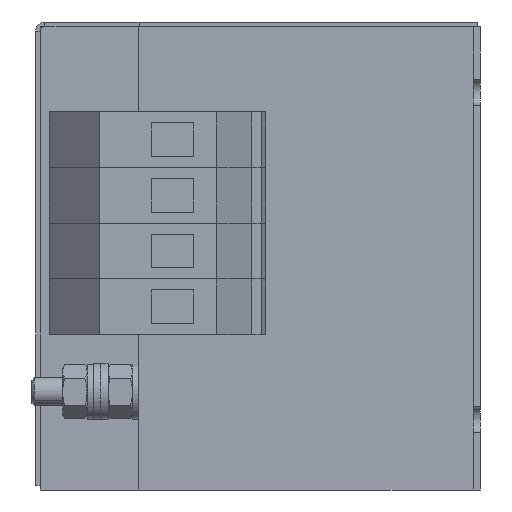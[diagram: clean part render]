
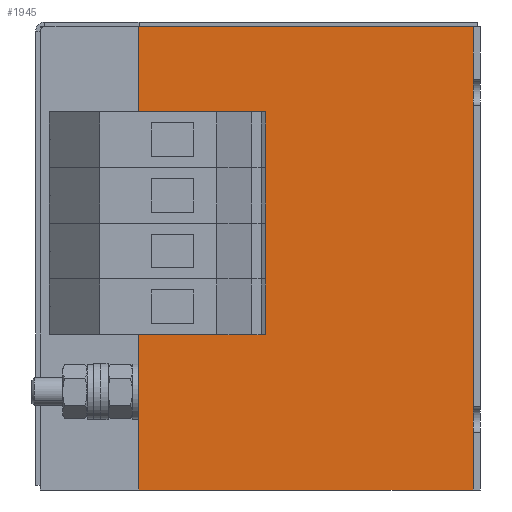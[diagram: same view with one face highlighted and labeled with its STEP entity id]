
A CAD part, left-side view. The second image highlights one B-rep face of the part: STEP entity #1945.
In plain terms, the highlighted planar face has unit normal (-1, 0, 0).
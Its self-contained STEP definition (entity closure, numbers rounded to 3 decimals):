
#28 = AXIS2_PLACEMENT_3D ( 'NONE', #3008, #3708, #930 ) ;
#53 = EDGE_CURVE ( 'Defeature ausgef�hrt2_16+Defeature ausgef�hrt2_66+Defeature ausgef�hrt2_58+Defeature ausgef�hrt2_73', #8617, #8476, #1336, .T. ) ;
#192 = LINE ( 'NONE', #3302, #9143 ) ;
#466 = DIRECTION ( 'NONE',  ( 0., 0., -1. ) ) ;
#487 = CARTESIAN_POINT ( 'NONE',  ( -110., 0., 30.05 ) ) ;
#617 = DIRECTION ( 'NONE',  ( 0., -1., 0. ) ) ;
#704 = ORIENTED_EDGE ( 'NONE', *, *, #1805, .F. ) ;
#825 = EDGE_CURVE ( 'Defeature ausgef�hrt2_56+Defeature ausgef�hrt2_16+Defeature ausgef�hrt2_1+Defeature ausgef�hrt2_50', #3926, #3613, #7473, .T. ) ;
#859 = CARTESIAN_POINT ( 'NONE',  ( -110., 71.5, -50.75 ) ) ;
#930 = DIRECTION ( 'NONE',  ( 0., 0., 1. ) ) ;
#954 = LINE ( 'NONE', #1750, #8016 ) ;
#1195 = DIRECTION ( 'NONE',  ( 0., -1., 0. ) ) ;
#1336 = LINE ( 'NONE', #2450, #6075 ) ;
#1349 = ORIENTED_EDGE ( 'NONE', *, *, #2119, .T. ) ;
#1676 = EDGE_LOOP ( 'NONE', ( #6898, #2129, #1955, #2874, #7055, #704, #4755, #6293, #6333, #1349, #6109 ) ) ;
#1704 = VECTOR ( 'NONE', #7896, 1000. ) ;
#1750 = CARTESIAN_POINT ( 'NONE',  ( -110., 71.5, -50.75 ) ) ;
#1766 = CARTESIAN_POINT ( 'NONE',  ( -110., 44.3, 6.25 ) ) ;
#1805 = EDGE_CURVE ( 'Defeature ausgef�hrt2_2+Defeature ausgef�hrt2_16+Defeature ausgef�hrt2_64+Defeature ausgef�hrt2_6', #6290, #8967, #7237, .T. ) ;
#1945 = ADVANCED_FACE ( 'Defeature ausgef�hrt2_16', ( #3055 ), #7929, .T. ) ;
#1955 = ORIENTED_EDGE ( 'NONE', *, *, #3520, .T. ) ;
#2109 = CARTESIAN_POINT ( 'NONE',  ( -110., 0., -17.55 ) ) ;
#2119 = EDGE_CURVE ( 'Defeature ausgef�hrt2_16+Defeature ausgef�hrt2_73+Defeature ausgef�hrt2_66+Defeature ausgef�hrt2_50', #8476, #8467, #7454, .T. ) ;
#2129 = ORIENTED_EDGE ( 'NONE', *, *, #6889, .F. ) ;
#2449 = CARTESIAN_POINT ( 'NONE',  ( -110., 71.5, -17.55 ) ) ;
#2450 = CARTESIAN_POINT ( 'NONE',  ( -110., 44.3, -50.75 ) ) ;
#2555 = LINE ( 'NONE', #3325, #7645 ) ;
#2660 = EDGE_CURVE ( 'Defeature ausgef�hrt2_16+Defeature ausgef�hrt2_50+Defeature ausgef�hrt2_73+Defeature ausgef�hrt2_56', #8467, #3613, #5895, .T. ) ;
#2818 = CARTESIAN_POINT ( 'NONE',  ( -110., 44.3, -17.55 ) ) ;
#2874 = ORIENTED_EDGE ( 'NONE', *, *, #7247, .T. ) ;
#3008 = CARTESIAN_POINT ( 'NONE',  ( -110., 0., -50.75 ) ) ;
#3055 = FACE_OUTER_BOUND ( 'NONE', #1676, .T. ) ;
#3302 = CARTESIAN_POINT ( 'NONE',  ( -110., 0., 48.25 ) ) ;
#3325 = CARTESIAN_POINT ( 'NONE',  ( -110., 0., -50.75 ) ) ;
#3509 = LINE ( 'NONE', #3544, #4620 ) ;
#3520 = EDGE_CURVE ( 'Defeature ausgef�hrt2_16+Defeature ausgef�hrt2_21+Defeature ausgef�hrt2_1+Defeature ausgef�hrt2_15', #3748, #3874, #2555, .T. ) ;
#3544 = CARTESIAN_POINT ( 'NONE',  ( -110., 0., -50.75 ) ) ;
#3613 = VERTEX_POINT ( 'NONE', #2818 ) ;
#3708 = DIRECTION ( 'NONE',  ( -1., 0., 0. ) ) ;
#3730 = DIRECTION ( 'NONE',  ( 0., 0., 1. ) ) ;
#3748 = VERTEX_POINT ( 'NONE', #859 ) ;
#3858 = DIRECTION ( 'NONE',  ( 0., 0., -1. ) ) ;
#3874 = VERTEX_POINT ( 'NONE', #8859 ) ;
#3878 = CARTESIAN_POINT ( 'NONE',  ( -110., 44.3, 30.05 ) ) ;
#3926 = VERTEX_POINT ( 'NONE', #2449 ) ;
#4082 = CARTESIAN_POINT ( 'NONE',  ( -110., 44.3, 18.15 ) ) ;
#4434 = VERTEX_POINT ( 'NONE', #3878 ) ;
#4517 = CARTESIAN_POINT ( 'NONE',  ( -110., 71.5, 30.05 ) ) ;
#4538 = VERTEX_POINT ( 'NONE', #6184 ) ;
#4620 = VECTOR ( 'NONE', #5656, 1000. ) ;
#4755 = ORIENTED_EDGE ( 'NONE', *, *, #9167, .T. ) ;
#5337 = VECTOR ( 'NONE', #617, 1000. ) ;
#5365 = VECTOR ( 'NONE', #466, 1000. ) ;
#5656 = DIRECTION ( 'NONE',  ( 0., 0., 1. ) ) ;
#5895 = LINE ( 'NONE', #8647, #7328 ) ;
#6075 = VECTOR ( 'NONE', #3858, 1000. ) ;
#6090 = DIRECTION ( 'NONE',  ( 0., -1., 0. ) ) ;
#6109 = ORIENTED_EDGE ( 'NONE', *, *, #2660, .T. ) ;
#6184 = CARTESIAN_POINT ( 'NONE',  ( -110., 0., 48.25 ) ) ;
#6231 = VECTOR ( 'NONE', #6299, 1000. ) ;
#6290 = VERTEX_POINT ( 'NONE', #4517 ) ;
#6293 = ORIENTED_EDGE ( 'NONE', *, *, #8758, .T. ) ;
#6299 = DIRECTION ( 'NONE',  ( 0., 0., -1. ) ) ;
#6333 = ORIENTED_EDGE ( 'NONE', *, *, #53, .T. ) ;
#6504 = DIRECTION ( 'NONE',  ( 0., 0., -1. ) ) ;
#6542 = LINE ( 'NONE', #487, #5337 ) ;
#6889 = EDGE_CURVE ( 'Defeature ausgef�hrt2_1+Defeature ausgef�hrt2_16+Defeature ausgef�hrt2_21+Defeature ausgef�hrt2_56', #3748, #3926, #954, .T. ) ;
#6894 = LINE ( 'NONE', #8454, #6231 ) ;
#6898 = ORIENTED_EDGE ( 'NONE', *, *, #825, .F. ) ;
#6930 = VECTOR ( 'NONE', #9098, 1000. ) ;
#6980 = EDGE_CURVE ( 'Defeature ausgef�hrt2_6+Defeature ausgef�hrt2_16+Defeature ausgef�hrt2_2+Defeature ausgef�hrt2_15', #8967, #4538, #192, .T. ) ;
#7055 = ORIENTED_EDGE ( 'NONE', *, *, #6980, .F. ) ;
#7237 = LINE ( 'NONE', #8626, #1704 ) ;
#7247 = EDGE_CURVE ( 'Defeature ausgef�hrt2_16+Defeature ausgef�hrt2_15+Defeature ausgef�hrt2_21+Defeature ausgef�hrt2_6', #3874, #4538, #3509, .T. ) ;
#7328 = VECTOR ( 'NONE', #6504, 1000. ) ;
#7384 = CARTESIAN_POINT ( 'NONE',  ( -110., 44.3, -5.65 ) ) ;
#7438 = CARTESIAN_POINT ( 'NONE',  ( -110., 44.3, -50.75 ) ) ;
#7454 = LINE ( 'NONE', #7438, #5365 ) ;
#7473 = LINE ( 'NONE', #2109, #6930 ) ;
#7645 = VECTOR ( 'NONE', #6090, 1000. ) ;
#7896 = DIRECTION ( 'NONE',  ( 0., 0., 1. ) ) ;
#7929 = PLANE ( 'NONE',  #28 ) ;
#8016 = VECTOR ( 'NONE', #3730, 1000. ) ;
#8454 = CARTESIAN_POINT ( 'NONE',  ( -110., 44.3, -50.75 ) ) ;
#8467 = VERTEX_POINT ( 'NONE', #7384 ) ;
#8476 = VERTEX_POINT ( 'NONE', #1766 ) ;
#8617 = VERTEX_POINT ( 'NONE', #4082 ) ;
#8626 = CARTESIAN_POINT ( 'NONE',  ( -110., 71.5, -50.75 ) ) ;
#8647 = CARTESIAN_POINT ( 'NONE',  ( -110., 44.3, -50.75 ) ) ;
#8744 = CARTESIAN_POINT ( 'NONE',  ( -110., 71.5, 48.25 ) ) ;
#8758 = EDGE_CURVE ( 'Defeature ausgef�hrt2_16+Defeature ausgef�hrt2_58+Defeature ausgef�hrt2_64+Defeature ausgef�hrt2_66', #4434, #8617, #6894, .T. ) ;
#8859 = CARTESIAN_POINT ( 'NONE',  ( -110., 0., -50.75 ) ) ;
#8967 = VERTEX_POINT ( 'NONE', #8744 ) ;
#9098 = DIRECTION ( 'NONE',  ( 0., -1., 0. ) ) ;
#9143 = VECTOR ( 'NONE', #1195, 1000. ) ;
#9167 = EDGE_CURVE ( 'Defeature ausgef�hrt2_16+Defeature ausgef�hrt2_64+Defeature ausgef�hrt2_2+Defeature ausgef�hrt2_58', #6290, #4434, #6542, .T. ) ;
